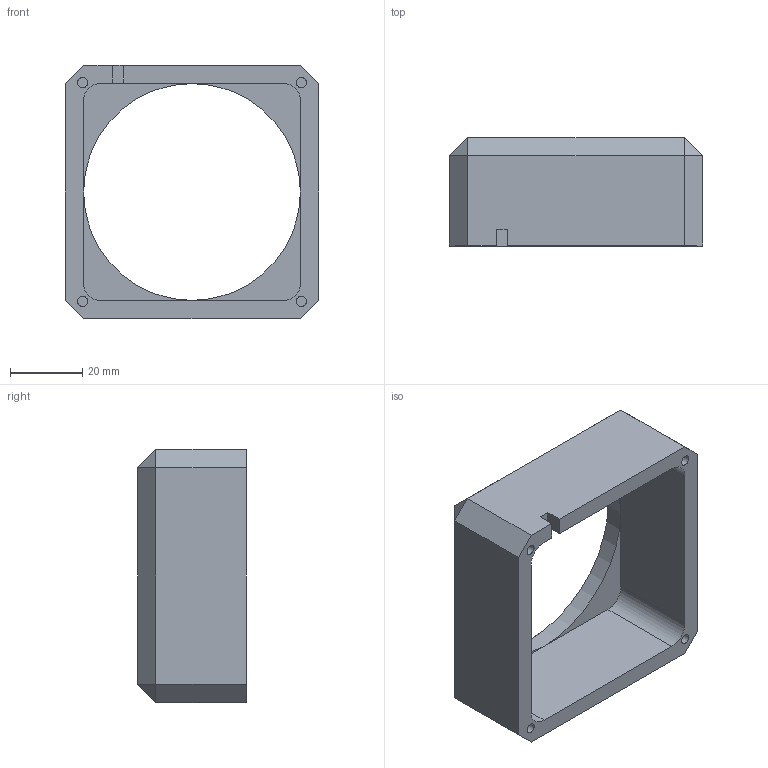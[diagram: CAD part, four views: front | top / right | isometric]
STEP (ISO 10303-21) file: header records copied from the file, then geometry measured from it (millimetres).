
FILE_DESCRIPTION(/* description */ (''),/* implementation_level */ '2;1');
FILE_NAME(/* name */ 'Fan Cover - 2ea.step',/* time_stamp */ '2024-03-04T17:38:51+09:00',/* author */ (''),/* organization */ (''),/* preprocessor_version */ 'ST-DEVELOPER v20',/* originating_system */ 'Autodesk Translation Framework v12.20.1.177',/* authorisation */ '');
FILE_SCHEMA (('AUTOMOTIVE_DESIGN { 1 0 10303 214 3 1 1 }'));
Length unit declared in the file: millimetre
Products named in the file (1): Fan Cover
Bounding box: 70 x 30 x 70 mm (x, y, z)
Volume: 37594.6 mm3; surface area: 18750.3 mm2
Topology: 1 solids, 1 shells, 42 faces, 94 edges, 57 vertices
Faces by surface type: plane 33, cylinder 9
Full cylindrical faces by diameter (mm): 2.8 x4, 60 x1
Entity records: 1187 total; most frequent: DIRECTION 201, CARTESIAN_POINT 194, ORIENTED_EDGE 188, EDGE_CURVE 94, LINE 73, VECTOR 73, AXIS2_PLACEMENT_3D 64, VERTEX_POINT 57
